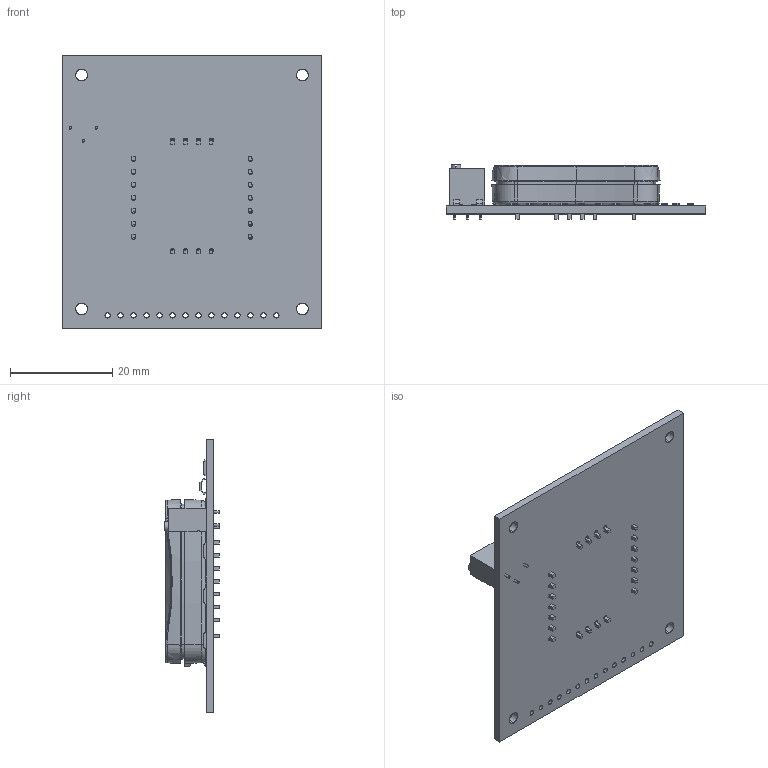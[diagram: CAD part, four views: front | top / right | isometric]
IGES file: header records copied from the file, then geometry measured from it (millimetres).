
Start section: SolidWorks IGES file using analytic representation for surfaces
Global section: file name: WTCPOEM w_res_module.IGS; native system: SolidWorks 2015; preprocessor: SolidWorks 2015; author: gniebel; date: 150414.074057; units: inch
Bounding box: 50.8 x 10.62 x 53.34 mm (x, y, z)
Surface area: 15523.9 mm2 (no closed solid volume)
Topology: 0 solids, 0 shells, 2120 faces, 15336 edges, 15278 vertices
Faces by surface type: bspline 1628, revolution 492
